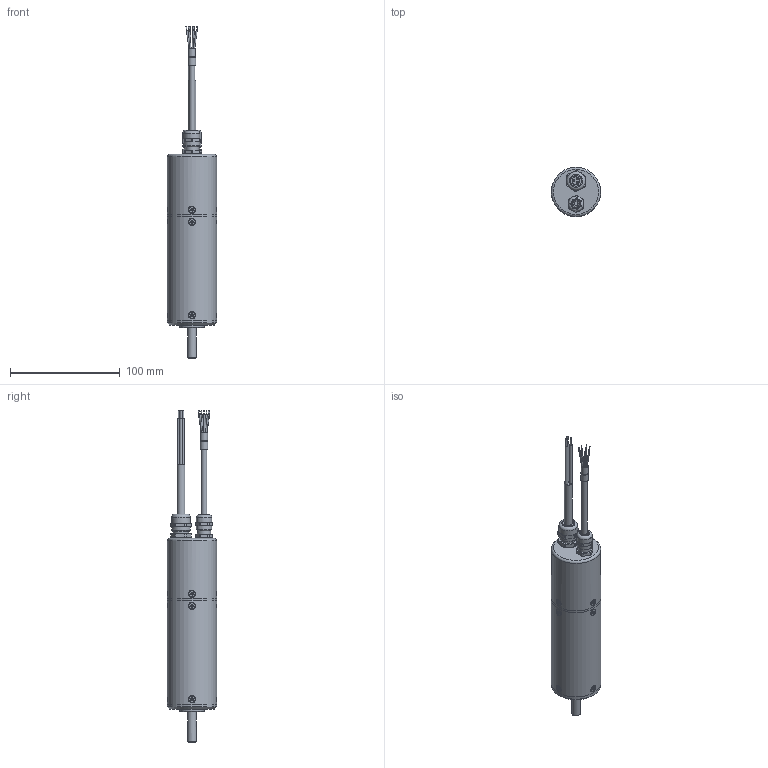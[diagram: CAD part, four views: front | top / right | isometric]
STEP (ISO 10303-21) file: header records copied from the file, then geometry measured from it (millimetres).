
FILE_DESCRIPTION (( 'STEP AP203' ), '1' );
FILE_NAME ('HSM3845.STEP', '2022-03-02T14:02:05', ( '' ), ( '' ), 'SwSTEP 2.0', 'SolidWorks 2021', '' );
FILE_SCHEMA (( 'CONFIG_CONTROL_DESIGN' ));
Length unit declared in the file: millimetre
Products named in the file (1): HSM3845
Bounding box: 45 x 45 x 302.5 mm (x, y, z)
Volume: 260944.2 mm3; surface area: 33099.4 mm2
Topology: 1 solids, 1 shells, 688 faces, 1552 edges, 928 vertices
Faces by surface type: plane 408, cylinder 179, cone 91, torus 10
Full cylindrical faces by diameter (mm): 0.5 x7, 1 x7, 1.3 x3, 1.6 x1, 2.3 x3, 2.5 x4, 5.1 x1, 5.6 x12, 6.4 x1, 6.9 x1, 7.1 x1, 8 x2, 9 x1, 10 x1, 11.8 x1, 12 x1, 14 x4, 15.8 x1, 17 x2, 22 x1, 45 x4
Entity records: 19601 total; most frequent: CARTESIAN_POINT 5215, DIRECTION 2936, ORIENTED_EDGE 2816, EDGE_CURVE 1408, AXIS2_PLACEMENT_3D 1118, VERTEX_POINT 875, EDGE_LOOP 841, FACE_OUTER_BOUND 757
